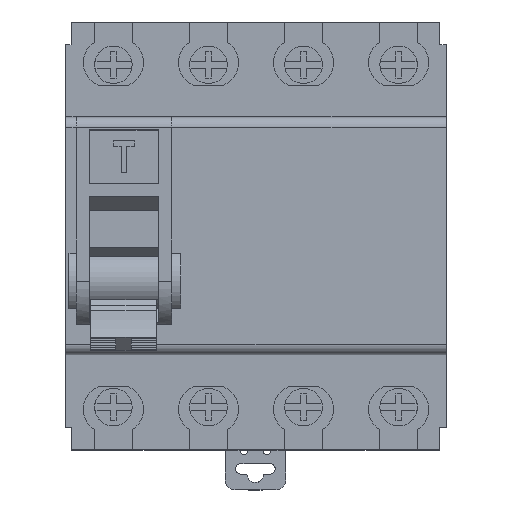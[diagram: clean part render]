
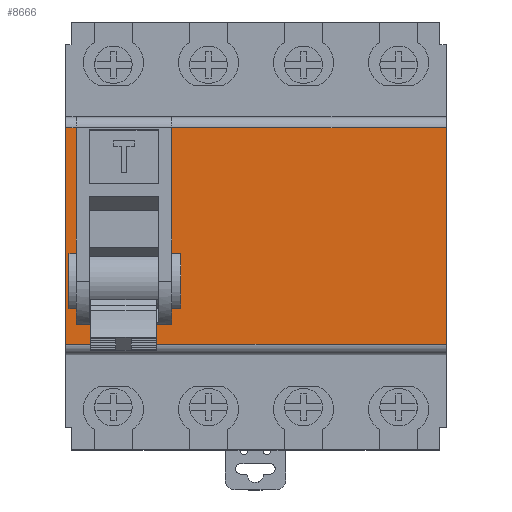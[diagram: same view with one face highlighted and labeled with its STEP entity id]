
A CAD part, top view. The second image highlights one B-rep face of the part: STEP entity #8666.
In plain terms, the highlighted planar face has unit normal (0, 0, 1).
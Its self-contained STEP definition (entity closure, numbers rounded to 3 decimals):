
#1336=DIRECTION('',(0.,1.,0.));
#1337=VECTOR('',#1336,41.);
#1338=CARTESIAN_POINT('',(36.,-20.5,32.7));
#1339=LINE('',#1338,#1337);
#1365=DIRECTION('',(1.,0.,0.));
#1366=VECTOR('',#1365,72.);
#1367=CARTESIAN_POINT('',(-36.,-20.5,32.7));
#1368=LINE('',#1367,#1366);
#1373=DIRECTION('',(0.,-1.,0.));
#1374=VECTOR('',#1373,10.344);
#1375=CARTESIAN_POINT('',(-35.4,-3.428,32.7));
#1376=LINE('',#1375,#1374);
#1377=DIRECTION('',(0.,1.,0.));
#1378=VECTOR('',#1377,2.952);
#1379=CARTESIAN_POINT('',(-15.95,-16.724,32.7));
#1380=LINE('',#1379,#1378);
#1381=DIRECTION('',(0.,1.,0.));
#1382=VECTOR('',#1381,23.928);
#1383=CARTESIAN_POINT('',(-15.95,-3.428,32.7));
#1384=LINE('',#1383,#1382);
#1385=DIRECTION('',(0.,1.,0.));
#1386=VECTOR('',#1385,41.);
#1387=CARTESIAN_POINT('',(-36.,-20.5,32.7));
#1388=LINE('',#1387,#1386);
#1389=DIRECTION('',(-1.,0.,0.));
#1390=VECTOR('',#1389,1.35);
#1391=CARTESIAN_POINT('',(-34.05,-13.772,32.7));
#1392=LINE('',#1391,#1390);
#1393=DIRECTION('',(1.,0.,0.));
#1394=VECTOR('',#1393,1.35);
#1395=CARTESIAN_POINT('',(-35.4,-3.428,32.7));
#1396=LINE('',#1395,#1394);
#1407=DIRECTION('',(0.,1.,0.));
#1408=VECTOR('',#1407,23.928);
#1409=CARTESIAN_POINT('',(-34.05,-3.428,32.7));
#1410=LINE('',#1409,#1408);
#1430=DIRECTION('',(0.,1.,0.));
#1431=VECTOR('',#1430,2.952);
#1432=CARTESIAN_POINT('',(-34.05,-16.724,32.7));
#1433=LINE('',#1432,#1431);
#1434=DIRECTION('',(-1.,0.,0.));
#1435=VECTOR('',#1434,1.95);
#1436=CARTESIAN_POINT('',(-34.05,20.5,32.7));
#1437=LINE('',#1436,#1435);
#1454=DIRECTION('',(-1.,0.,0.));
#1455=VECTOR('',#1454,51.95);
#1456=CARTESIAN_POINT('',(36.,20.5,32.7));
#1457=LINE('',#1456,#1455);
#1487=DIRECTION('',(1.,0.,0.));
#1488=VECTOR('',#1487,1.75);
#1489=CARTESIAN_POINT('',(-15.95,-3.428,32.7));
#1490=LINE('',#1489,#1488);
#1491=DIRECTION('',(-1.,0.,0.));
#1492=VECTOR('',#1491,1.75);
#1493=CARTESIAN_POINT('',(-14.2,-13.772,32.7));
#1494=LINE('',#1493,#1492);
#1495=DIRECTION('',(0.,-1.,0.));
#1496=VECTOR('',#1495,10.344);
#1497=CARTESIAN_POINT('',(-14.2,-3.428,32.7));
#1498=LINE('',#1497,#1496);
#1517=DIRECTION('',(-1.,0.,0.));
#1518=VECTOR('',#1517,18.1);
#1519=CARTESIAN_POINT('',(-15.95,-16.724,32.7));
#1520=LINE('',#1519,#1518);
#5230=CARTESIAN_POINT('',(-36.,20.5,32.7));
#5231=VERTEX_POINT('',#5230);
#5232=CARTESIAN_POINT('',(-36.,-20.5,32.7));
#5233=VERTEX_POINT('',#5232);
#5942=CARTESIAN_POINT('',(36.,-20.5,32.7));
#5943=VERTEX_POINT('',#5942);
#5944=CARTESIAN_POINT('',(36.,20.5,32.7));
#5945=VERTEX_POINT('',#5944);
#5952=CARTESIAN_POINT('',(-35.4,-3.428,32.7));
#5953=CARTESIAN_POINT('',(-34.05,-3.428,32.7));
#5954=VERTEX_POINT('',#5952);
#5955=VERTEX_POINT('',#5953);
#5956=CARTESIAN_POINT('',(-35.4,-13.772,32.7));
#5957=VERTEX_POINT('',#5956);
#5958=CARTESIAN_POINT('',(-34.05,-13.772,32.7));
#5959=VERTEX_POINT('',#5958);
#5960=CARTESIAN_POINT('',(-34.05,-16.724,32.7));
#5961=VERTEX_POINT('',#5960);
#5962=CARTESIAN_POINT('',(-15.95,-16.724,32.7));
#5963=VERTEX_POINT('',#5962);
#5964=CARTESIAN_POINT('',(-15.95,-13.772,32.7));
#5965=VERTEX_POINT('',#5964);
#5966=CARTESIAN_POINT('',(-14.2,-13.772,32.7));
#5967=VERTEX_POINT('',#5966);
#5968=CARTESIAN_POINT('',(-14.2,-3.428,32.7));
#5969=VERTEX_POINT('',#5968);
#5970=CARTESIAN_POINT('',(-15.95,-3.428,32.7));
#5971=VERTEX_POINT('',#5970);
#5972=CARTESIAN_POINT('',(-15.95,20.5,32.7));
#5973=VERTEX_POINT('',#5972);
#5974=CARTESIAN_POINT('',(-34.05,20.5,32.7));
#5975=VERTEX_POINT('',#5974);
#8630=CARTESIAN_POINT('',(-36.,20.5,32.7));
#8631=DIRECTION('',(0.,0.,1.));
#8632=DIRECTION('',(0.,-1.,0.));
#8633=AXIS2_PLACEMENT_3D('',#8630,#8631,#8632);
#8634=PLANE('',#8633);
#8636=ORIENTED_EDGE('',*,*,#8635,.F.);
#8638=ORIENTED_EDGE('',*,*,#8637,.T.);
#8640=ORIENTED_EDGE('',*,*,#8639,.F.);
#8642=ORIENTED_EDGE('',*,*,#8641,.F.);
#8644=ORIENTED_EDGE('',*,*,#8643,.F.);
#8646=ORIENTED_EDGE('',*,*,#8645,.T.);
#8648=ORIENTED_EDGE('',*,*,#8647,.F.);
#8650=ORIENTED_EDGE('',*,*,#8649,.F.);
#8652=ORIENTED_EDGE('',*,*,#8651,.F.);
#8654=ORIENTED_EDGE('',*,*,#8653,.T.);
#8656=ORIENTED_EDGE('',*,*,#8655,.F.);
#8657=ORIENTED_EDGE('',*,*,#8591,.F.);
#8658=ORIENTED_EDGE('',*,*,#8623,.F.);
#8659=ORIENTED_EDGE('',*,*,#6949,.T.);
#8661=ORIENTED_EDGE('',*,*,#8660,.F.);
#8663=ORIENTED_EDGE('',*,*,#8662,.F.);
#8664=EDGE_LOOP('',(#8636,#8638,#8640,#8642,#8644,#8646,#8648,#8650,#8652,#8654,
#8656,#8657,#8658,#8659,#8661,#8663));
#8665=FACE_OUTER_BOUND('',#8664,.F.);
#8666=ADVANCED_FACE('',(#8665),#8634,.T.);
#6949=EDGE_CURVE('',#5233,#5231,#1388,.T.);
#8591=EDGE_CURVE('',#5943,#5945,#1339,.T.);
#8623=EDGE_CURVE('',#5233,#5943,#1368,.T.);
#8635=EDGE_CURVE('',#5954,#5955,#1396,.T.);
#8637=EDGE_CURVE('',#5954,#5957,#1376,.T.);
#8639=EDGE_CURVE('',#5959,#5957,#1392,.T.);
#8641=EDGE_CURVE('',#5961,#5959,#1433,.T.);
#8643=EDGE_CURVE('',#5963,#5961,#1520,.T.);
#8645=EDGE_CURVE('',#5963,#5965,#1380,.T.);
#8647=EDGE_CURVE('',#5967,#5965,#1494,.T.);
#8649=EDGE_CURVE('',#5969,#5967,#1498,.T.);
#8651=EDGE_CURVE('',#5971,#5969,#1490,.T.);
#8653=EDGE_CURVE('',#5971,#5973,#1384,.T.);
#8655=EDGE_CURVE('',#5945,#5973,#1457,.T.);
#8660=EDGE_CURVE('',#5975,#5231,#1437,.T.);
#8662=EDGE_CURVE('',#5955,#5975,#1410,.T.);
